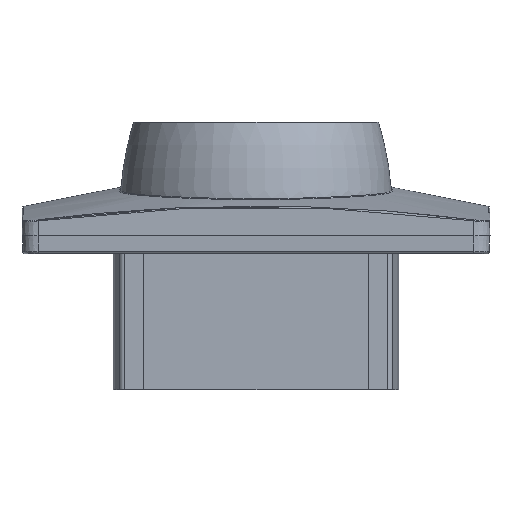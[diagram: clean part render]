
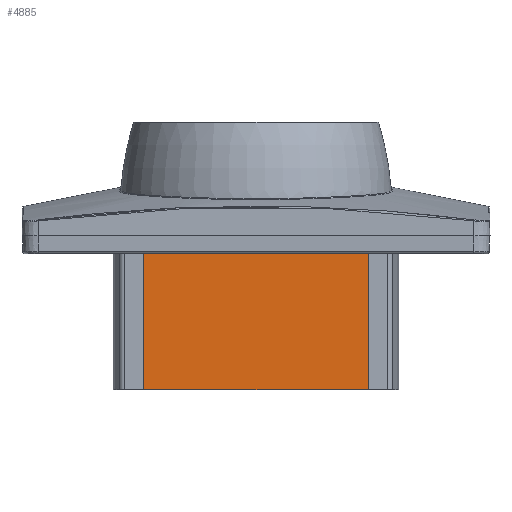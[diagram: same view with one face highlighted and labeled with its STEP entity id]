
A CAD part, front view. The second image highlights one B-rep face of the part: STEP entity #4885.
In plain terms, the highlighted planar face has unit normal (0, -1, 0).
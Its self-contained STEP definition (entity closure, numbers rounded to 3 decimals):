
#66 = PLANE ( 'NONE',  #15948 ) ;
#182 = LINE ( 'NONE', #4184, #19844 ) ;
#1545 = VECTOR ( 'NONE', #4629, 1000. ) ;
#1725 = ORIENTED_EDGE ( 'NONE', *, *, #23418, .F. ) ;
#3433 = EDGE_CURVE ( 'NONE', #18784, #17297, #9481, .T. ) ;
#4173 = DIRECTION ( 'NONE',  ( 0., 0., -1. ) ) ;
#4184 = CARTESIAN_POINT ( 'NONE',  ( 20.614, -26.15, -1.15 ) ) ;
#4629 = DIRECTION ( 'NONE',  ( -1., 0., 0. ) ) ;
#4885 = ADVANCED_FACE ( 'NONE', ( #17910 ), #66, .T. ) ;
#9481 = LINE ( 'NONE', #16714, #19059 ) ;
#9981 = LINE ( 'NONE', #19109, #21343 ) ;
#10096 = ORIENTED_EDGE ( 'NONE', *, *, #11111, .T. ) ;
#10689 = CARTESIAN_POINT ( 'NONE',  ( 20.614, -26.15, -1.15 ) ) ;
#11111 = EDGE_CURVE ( 'NONE', #16552, #18784, #9981, .T. ) ;
#11311 = EDGE_CURVE ( 'NONE', #16552, #18905, #182, .T. ) ;
#12822 = DIRECTION ( 'NONE',  ( 0., -1., 0. ) ) ;
#15475 = ORIENTED_EDGE ( 'NONE', *, *, #11311, .F. ) ;
#15519 = CARTESIAN_POINT ( 'NONE',  ( 20.614, -26.15, -26.15 ) ) ;
#15672 = DIRECTION ( 'NONE',  ( -1., 0., 0. ) ) ;
#15948 = AXIS2_PLACEMENT_3D ( 'NONE', #10689, #12822, #17793 ) ;
#16552 = VERTEX_POINT ( 'NONE', #21327 ) ;
#16601 = EDGE_LOOP ( 'NONE', ( #10096, #21992, #1725, #15475 ) ) ;
#16714 = CARTESIAN_POINT ( 'NONE',  ( -20.614, -26.15, -1.15 ) ) ;
#17297 = VERTEX_POINT ( 'NONE', #20868 ) ;
#17793 = DIRECTION ( 'NONE',  ( 0., 0., -1. ) ) ;
#17910 = FACE_OUTER_BOUND ( 'NONE', #16601, .T. ) ;
#17996 = CARTESIAN_POINT ( 'NONE',  ( 20.614, -26.15, -26.15 ) ) ;
#18784 = VERTEX_POINT ( 'NONE', #20281 ) ;
#18905 = VERTEX_POINT ( 'NONE', #17996 ) ;
#18946 = LINE ( 'NONE', #15519, #1545 ) ;
#19059 = VECTOR ( 'NONE', #4173, 1000. ) ;
#19109 = CARTESIAN_POINT ( 'NONE',  ( 20.614, -26.15, -1.15 ) ) ;
#19844 = VECTOR ( 'NONE', #22063, 1000. ) ;
#20281 = CARTESIAN_POINT ( 'NONE',  ( -20.614, -26.15, -1.15 ) ) ;
#20868 = CARTESIAN_POINT ( 'NONE',  ( -20.614, -26.15, -26.15 ) ) ;
#21327 = CARTESIAN_POINT ( 'NONE',  ( 20.614, -26.15, -1.15 ) ) ;
#21343 = VECTOR ( 'NONE', #15672, 1000. ) ;
#21992 = ORIENTED_EDGE ( 'NONE', *, *, #3433, .T. ) ;
#22063 = DIRECTION ( 'NONE',  ( 0., 0., -1. ) ) ;
#23418 = EDGE_CURVE ( 'NONE', #18905, #17297, #18946, .T. ) ;
